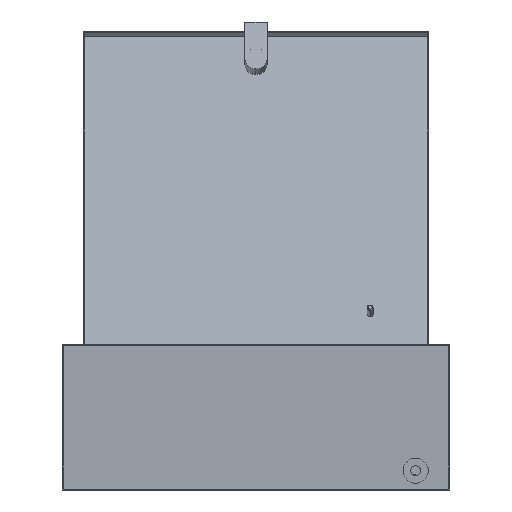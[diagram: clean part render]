
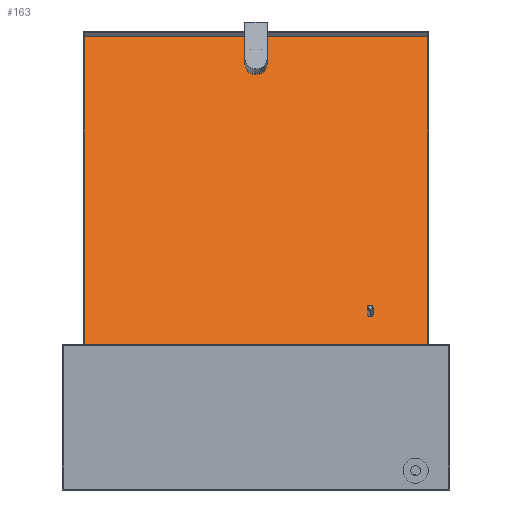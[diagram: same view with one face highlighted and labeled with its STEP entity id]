
A CAD part, left-side view. The second image highlights one B-rep face of the part: STEP entity #163.
In plain terms, the highlighted face is planar.
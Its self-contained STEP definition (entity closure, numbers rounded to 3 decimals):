
#133 = AXIS2_PLACEMENT_3D ( 'NONE', #731, #3557, #2477 ) ;
#163 = ADVANCED_FACE ( 'NONE', ( #2260, #2544, #2372 ), #4336, .F. ) ;
#201 = CIRCLE ( 'NONE', #2079, 3. ) ;
#261 = EDGE_CURVE ( 'NONE', #1648, #2104, #2656, .T. ) ;
#386 = CARTESIAN_POINT ( 'NONE',  ( -177., -177., -1. ) ) ;
#502 = CIRCLE ( 'NONE', #4320, 11.5 ) ;
#528 = EDGE_CURVE ( 'NONE', #968, #2382, #902, .T. ) ;
#551 = CARTESIAN_POINT ( 'NONE',  ( -147., 0., -1. ) ) ;
#651 = VERTEX_POINT ( 'NONE', #762 ) ;
#731 = CARTESIAN_POINT ( 'NONE',  ( 128., -118., -1. ) ) ;
#762 = CARTESIAN_POINT ( 'NONE',  ( -177., 177., -1. ) ) ;
#795 = VECTOR ( 'NONE', #2231, 1000. ) ;
#824 = DIRECTION ( 'NONE',  ( 0., 0., -1. ) ) ;
#867 = EDGE_CURVE ( 'NONE', #651, #1648, #2936, .T. ) ;
#902 = CIRCLE ( 'NONE', #2392, 11.5 ) ;
#912 = DIRECTION ( 'NONE',  ( 0., 0., 1. ) ) ;
#928 = CARTESIAN_POINT ( 'NONE',  ( -177., 0., -1. ) ) ;
#950 = EDGE_CURVE ( 'NONE', #2382, #968, #502, .T. ) ;
#968 = VERTEX_POINT ( 'NONE', #4107 ) ;
#1018 = DIRECTION ( 'NONE',  ( -1., 0., 0. ) ) ;
#1154 = ORIENTED_EDGE ( 'NONE', *, *, #3945, .F. ) ;
#1432 = VERTEX_POINT ( 'NONE', #3737 ) ;
#1465 = ORIENTED_EDGE ( 'NONE', *, *, #2506, .F. ) ;
#1648 = VERTEX_POINT ( 'NONE', #386 ) ;
#1747 = CARTESIAN_POINT ( 'NONE',  ( 0., 177., -1. ) ) ;
#1755 = CARTESIAN_POINT ( 'NONE',  ( -135.5, 0., -1. ) ) ;
#1764 = DIRECTION ( 'NONE',  ( 1., 0., 0. ) ) ;
#1984 = VECTOR ( 'NONE', #1018, 1000. ) ;
#2052 = VERTEX_POINT ( 'NONE', #3842 ) ;
#2072 = EDGE_LOOP ( 'NONE', ( #2845, #2670, #4380, #3358 ) ) ;
#2079 = AXIS2_PLACEMENT_3D ( 'NONE', #2256, #824, #2273 ) ;
#2104 = VERTEX_POINT ( 'NONE', #3517 ) ;
#2121 = EDGE_CURVE ( 'NONE', #2052, #651, #2137, .T. ) ;
#2137 = LINE ( 'NONE', #1747, #1984 ) ;
#2141 = EDGE_LOOP ( 'NONE', ( #4543, #4204 ) ) ;
#2171 = LINE ( 'NONE', #2868, #3798 ) ;
#2231 = DIRECTION ( 'NONE',  ( 1., 0., 0. ) ) ;
#2256 = CARTESIAN_POINT ( 'NONE',  ( 128., -118., -1. ) ) ;
#2260 = FACE_BOUND ( 'NONE', #2141, .T. ) ;
#2273 = DIRECTION ( 'NONE',  ( 1., 0., 0. ) ) ;
#2372 = FACE_BOUND ( 'NONE', #2525, .T. ) ;
#2382 = VERTEX_POINT ( 'NONE', #1755 ) ;
#2392 = AXIS2_PLACEMENT_3D ( 'NONE', #4281, #2445, #1764 ) ;
#2445 = DIRECTION ( 'NONE',  ( 0., 0., 1. ) ) ;
#2477 = DIRECTION ( 'NONE',  ( 1., 0., 0. ) ) ;
#2506 = EDGE_CURVE ( 'NONE', #2921, #1432, #201, .T. ) ;
#2525 = EDGE_LOOP ( 'NONE', ( #1154, #1465 ) ) ;
#2544 = FACE_OUTER_BOUND ( 'NONE', #2072, .T. ) ;
#2588 = CARTESIAN_POINT ( 'NONE',  ( 0., -177., -1. ) ) ;
#2656 = LINE ( 'NONE', #2588, #795 ) ;
#2670 = ORIENTED_EDGE ( 'NONE', *, *, #2121, .F. ) ;
#2825 = CARTESIAN_POINT ( 'NONE',  ( 125., -118., -1. ) ) ;
#2845 = ORIENTED_EDGE ( 'NONE', *, *, #867, .F. ) ;
#2868 = CARTESIAN_POINT ( 'NONE',  ( 177., 0., -1. ) ) ;
#2921 = VERTEX_POINT ( 'NONE', #2825 ) ;
#2936 = LINE ( 'NONE', #928, #4228 ) ;
#2945 = CIRCLE ( 'NONE', #133, 3. ) ;
#3001 = DIRECTION ( 'NONE',  ( 0., -1., 0. ) ) ;
#3226 = CARTESIAN_POINT ( 'NONE',  ( 0., 0., -1. ) ) ;
#3358 = ORIENTED_EDGE ( 'NONE', *, *, #261, .F. ) ;
#3378 = DIRECTION ( 'NONE',  ( 1., 0., 0. ) ) ;
#3517 = CARTESIAN_POINT ( 'NONE',  ( 177., -177., -1. ) ) ;
#3555 = EDGE_CURVE ( 'NONE', #2104, #2052, #2171, .T. ) ;
#3557 = DIRECTION ( 'NONE',  ( 0., 0., -1. ) ) ;
#3737 = CARTESIAN_POINT ( 'NONE',  ( 131., -118., -1. ) ) ;
#3798 = VECTOR ( 'NONE', #3953, 1000. ) ;
#3842 = CARTESIAN_POINT ( 'NONE',  ( 177., 177., -1. ) ) ;
#3904 = DIRECTION ( 'NONE',  ( 0., 0., 1. ) ) ;
#3921 = DIRECTION ( 'NONE',  ( 1., 0., 0. ) ) ;
#3945 = EDGE_CURVE ( 'NONE', #1432, #2921, #2945, .T. ) ;
#3953 = DIRECTION ( 'NONE',  ( 0., 1., 0. ) ) ;
#4107 = CARTESIAN_POINT ( 'NONE',  ( -158.5, 0., -1. ) ) ;
#4194 = AXIS2_PLACEMENT_3D ( 'NONE', #3226, #3904, #3921 ) ;
#4204 = ORIENTED_EDGE ( 'NONE', *, *, #528, .T. ) ;
#4228 = VECTOR ( 'NONE', #3001, 1000. ) ;
#4281 = CARTESIAN_POINT ( 'NONE',  ( -147., 0., -1. ) ) ;
#4320 = AXIS2_PLACEMENT_3D ( 'NONE', #551, #912, #3378 ) ;
#4336 = PLANE ( 'NONE',  #4194 ) ;
#4380 = ORIENTED_EDGE ( 'NONE', *, *, #3555, .F. ) ;
#4543 = ORIENTED_EDGE ( 'NONE', *, *, #950, .T. ) ;
